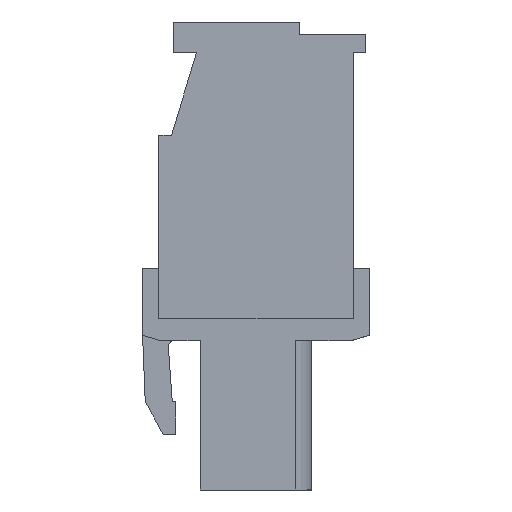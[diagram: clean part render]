
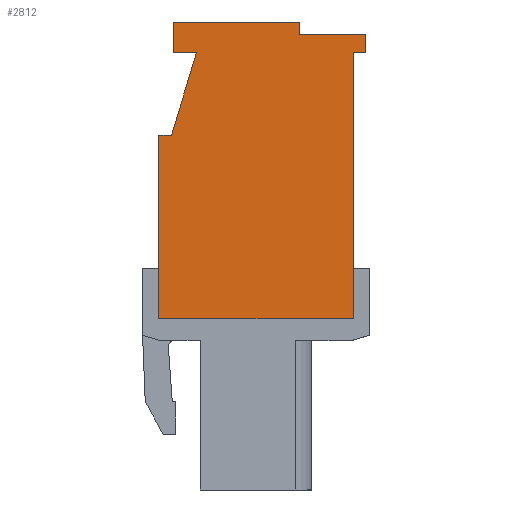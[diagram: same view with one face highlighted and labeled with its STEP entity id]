
A CAD part, left-side view. The second image highlights one B-rep face of the part: STEP entity #2812.
In plain terms, the highlighted planar face has unit normal (-1, 0, 0).
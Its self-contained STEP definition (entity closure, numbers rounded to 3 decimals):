
#2812 = ADVANCED_FACE( '', ( #5637 ), #5638, .T. );
#5637 = FACE_OUTER_BOUND( '', #8483, .T. );
#5638 = PLANE( '', #8484 );
#8483 = EDGE_LOOP( '', ( #16242, #16243, #16244, #16245, #16246, #16247, #16248, #16249, #16250, #16251, #16252, #16253 ) );
#8484 = AXIS2_PLACEMENT_3D( '', #16254, #16255, #16256 );
#16242 = ORIENTED_EDGE( '', *, *, #20411, .T. );
#16243 = ORIENTED_EDGE( '', *, *, #20247, .F. );
#16244 = ORIENTED_EDGE( '', *, *, #20194, .T. );
#16245 = ORIENTED_EDGE( '', *, *, #19182, .T. );
#16246 = ORIENTED_EDGE( '', *, *, #17416, .T. );
#16247 = ORIENTED_EDGE( '', *, *, #20332, .T. );
#16248 = ORIENTED_EDGE( '', *, *, #17750, .T. );
#16249 = ORIENTED_EDGE( '', *, *, #20225, .T. );
#16250 = ORIENTED_EDGE( '', *, *, #20351, .T. );
#16251 = ORIENTED_EDGE( '', *, *, #20412, .T. );
#16252 = ORIENTED_EDGE( '', *, *, #20009, .T. );
#16253 = ORIENTED_EDGE( '', *, *, #19632, .T. );
#16254 = CARTESIAN_POINT( '', ( 0., 0., 0. ) );
#16255 = DIRECTION( '', ( -1., 0., 0. ) );
#16256 = DIRECTION( '', ( 0., -1., 0. ) );
#17416 = EDGE_CURVE( '', #20917, #20918, #20919, .T. );
#17750 = EDGE_CURVE( '', #21495, #21496, #21497, .T. );
#19182 = EDGE_CURVE( '', #23788, #20917, #23789, .T. );
#19632 = EDGE_CURVE( '', #24411, #24412, #24413, .T. );
#20009 = EDGE_CURVE( '', #24893, #24411, #24894, .T. );
#20194 = EDGE_CURVE( '', #25110, #23788, #25111, .T. );
#20225 = EDGE_CURVE( '', #21496, #25144, #25145, .T. );
#20247 = EDGE_CURVE( '', #25110, #25169, #25170, .T. );
#20332 = EDGE_CURVE( '', #20918, #21495, #25263, .T. );
#20351 = EDGE_CURVE( '', #25144, #25284, #25285, .T. );
#20411 = EDGE_CURVE( '', #24412, #25169, #25349, .T. );
#20412 = EDGE_CURVE( '', #25284, #24893, #25350, .T. );
#20917 = VERTEX_POINT( '', #26028 );
#20918 = VERTEX_POINT( '', #26029 );
#20919 = LINE( '', #26030, #26031 );
#21495 = VERTEX_POINT( '', #26857 );
#21496 = VERTEX_POINT( '', #26858 );
#21497 = LINE( '', #26859, #26860 );
#23788 = VERTEX_POINT( '', #30218 );
#23789 = LINE( '', #30219, #30220 );
#24411 = VERTEX_POINT( '', #31144 );
#24412 = VERTEX_POINT( '', #31145 );
#24413 = LINE( '', #31146, #31147 );
#24893 = VERTEX_POINT( '', #31855 );
#24894 = LINE( '', #31856, #31857 );
#25110 = VERTEX_POINT( '', #32178 );
#25111 = LINE( '', #32179, #32180 );
#25144 = VERTEX_POINT( '', #32234 );
#25145 = LINE( '', #32235, #32236 );
#25169 = VERTEX_POINT( '', #32274 );
#25170 = LINE( '', #32275, #32276 );
#25263 = LINE( '', #32407, #32408 );
#25284 = VERTEX_POINT( '', #32438 );
#25285 = LINE( '', #32439, #32440 );
#25349 = LINE( '', #32521, #32522 );
#25350 = LINE( '', #32523, #32524 );
#26028 = CARTESIAN_POINT( '', ( 0., -0.7, 15.7 ) );
#26029 = CARTESIAN_POINT( '', ( 0., -0.7, 16.7 ) );
#26030 = CARTESIAN_POINT( '', ( 0., -0.7, 15.7 ) );
#26031 = VECTOR( '', #32872, 1000. );
#26857 = CARTESIAN_POINT( '', ( 0., 3., 16.7 ) );
#26858 = CARTESIAN_POINT( '', ( 0., 3., 17.4 ) );
#26859 = CARTESIAN_POINT( '', ( 0., 3., 16.7 ) );
#26860 = VECTOR( '', #33192, 1000. );
#30218 = CARTESIAN_POINT( '', ( 0., 0., 15.7 ) );
#30219 = CARTESIAN_POINT( '', ( 0., 0., 15.7 ) );
#30220 = VECTOR( '', #34468, 1000. );
#31144 = CARTESIAN_POINT( '', ( 0., 10.1, 11.1 ) );
#31145 = CARTESIAN_POINT( '', ( 0., 10.8, 11.1 ) );
#31146 = CARTESIAN_POINT( '', ( 0., 10.1, 11.1 ) );
#31147 = VECTOR( '', #34861, 1000. );
#31855 = CARTESIAN_POINT( '', ( 0., 8.7, 15.7 ) );
#31856 = CARTESIAN_POINT( '', ( 0., 8.7, 15.7 ) );
#31857 = VECTOR( '', #35150, 1000. );
#32178 = CARTESIAN_POINT( '', ( 0., 0., 0.9 ) );
#32179 = CARTESIAN_POINT( '', ( 0., 0., 0. ) );
#32180 = VECTOR( '', #35274, 1000. );
#32234 = CARTESIAN_POINT( '', ( 0., 10., 17.4 ) );
#32235 = CARTESIAN_POINT( '', ( 0., 3., 17.4 ) );
#32236 = VECTOR( '', #35299, 1000. );
#32274 = CARTESIAN_POINT( '', ( 0., 10.8, 0.9 ) );
#32275 = CARTESIAN_POINT( '', ( 0., 0., 0.9 ) );
#32276 = VECTOR( '', #35320, 1000. );
#32407 = CARTESIAN_POINT( '', ( 0., -0.7, 16.7 ) );
#32408 = VECTOR( '', #35380, 1000. );
#32438 = CARTESIAN_POINT( '', ( 0., 10., 15.7 ) );
#32439 = CARTESIAN_POINT( '', ( 0., 10., 17.4 ) );
#32440 = VECTOR( '', #35396, 1000. );
#32521 = CARTESIAN_POINT( '', ( 0., 10.8, 11.1 ) );
#32522 = VECTOR( '', #35426, 1000. );
#32523 = CARTESIAN_POINT( '', ( 0., 10., 15.7 ) );
#32524 = VECTOR( '', #35427, 1000. );
#32872 = DIRECTION( '', ( 0., 0., 1. ) );
#33192 = DIRECTION( '', ( 0., 0., 1. ) );
#34468 = DIRECTION( '', ( 0., -1., 0. ) );
#34861 = DIRECTION( '', ( 0., 1., 0. ) );
#35150 = DIRECTION( '', ( 0., 0.291, -0.957 ) );
#35274 = DIRECTION( '', ( 0., 0., 1. ) );
#35299 = DIRECTION( '', ( 0., 1., 0. ) );
#35320 = DIRECTION( '', ( 0., 1., 0. ) );
#35380 = DIRECTION( '', ( 0., 1., 0. ) );
#35396 = DIRECTION( '', ( 0., 0., -1. ) );
#35426 = DIRECTION( '', ( 0., 0., -1. ) );
#35427 = DIRECTION( '', ( 0., -1., 0. ) );
